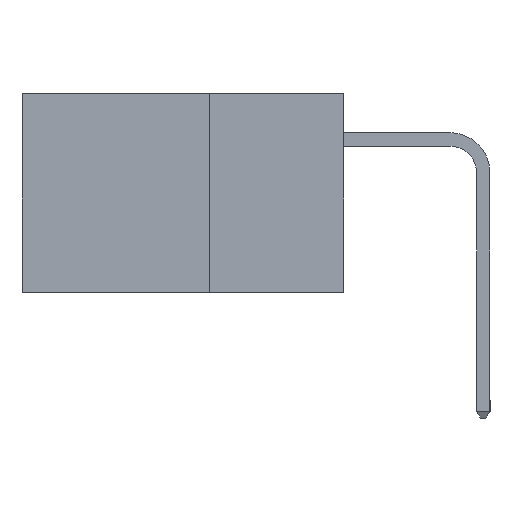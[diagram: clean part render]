
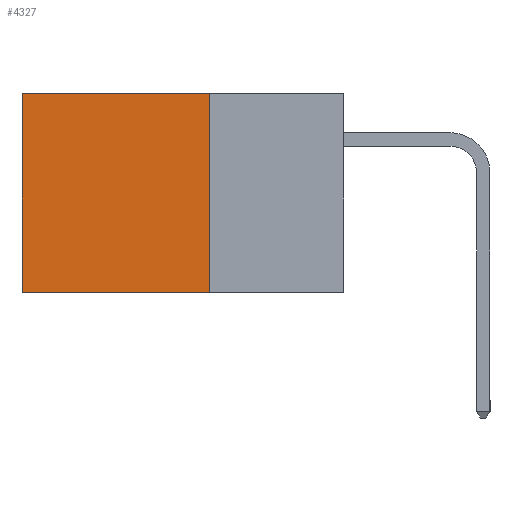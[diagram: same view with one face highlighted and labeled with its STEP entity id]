
A CAD part, left-side view. The second image highlights one B-rep face of the part: STEP entity #4327.
In plain terms, the highlighted planar face has unit normal (-1, 0, 0).
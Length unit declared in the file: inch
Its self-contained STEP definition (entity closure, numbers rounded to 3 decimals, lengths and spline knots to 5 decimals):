
#140 = VERTEX_POINT ( 'NONE', #18258 ) ;
#559 = DIRECTION ( 'NONE',  ( 0., 0., -1. ) ) ;
#828 = CARTESIAN_POINT ( 'NONE',  ( 0.2615, 0.25, -0.37 ) ) ;
#1290 = LINE ( 'NONE', #7795, #11121 ) ;
#1842 = ORIENTED_EDGE ( 'NONE', *, *, #11594, .F. ) ;
#2520 = FACE_OUTER_BOUND ( 'NONE', #15820, .T. ) ;
#2925 = VERTEX_POINT ( 'NONE', #13994 ) ;
#3767 = PLANE ( 'NONE',  #16632 ) ;
#4327 = ADVANCED_FACE ( 'NONE', ( #2520 ), #3767, .F. ) ;
#4513 = CARTESIAN_POINT ( 'NONE',  ( 0.2615, 0.6, -0.37 ) ) ;
#5747 = DIRECTION ( 'NONE',  ( 0., 0., -1. ) ) ;
#5795 = ORIENTED_EDGE ( 'NONE', *, *, #16308, .T. ) ;
#6390 = CARTESIAN_POINT ( 'NONE',  ( 0.2615, 0.25, -0.37 ) ) ;
#7334 = LINE ( 'NONE', #4513, #22307 ) ;
#7795 = CARTESIAN_POINT ( 'NONE',  ( 0.2615, 0.25, 0. ) ) ;
#9717 = LINE ( 'NONE', #6390, #14882 ) ;
#9789 = DIRECTION ( 'NONE',  ( 0., 1., 0. ) ) ;
#10772 = EDGE_CURVE ( 'NONE', #14514, #2925, #9717, .T. ) ;
#11121 = VECTOR ( 'NONE', #9789, 39.37008 ) ;
#11579 = CARTESIAN_POINT ( 'NONE',  ( 0.2615, 0.25, -0.37 ) ) ;
#11594 = EDGE_CURVE ( 'NONE', #140, #14514, #11847, .T. ) ;
#11847 = LINE ( 'NONE', #828, #16421 ) ;
#13553 = ORIENTED_EDGE ( 'NONE', *, *, #10772, .F. ) ;
#13691 = EDGE_CURVE ( 'NONE', #140, #18312, #1290, .T. ) ;
#13994 = CARTESIAN_POINT ( 'NONE',  ( 0.2615, 0.6, -0.37 ) ) ;
#14514 = VERTEX_POINT ( 'NONE', #22032 ) ;
#14529 = DIRECTION ( 'NONE',  ( 0., 0., -1. ) ) ;
#14882 = VECTOR ( 'NONE', #20055, 39.37008 ) ;
#15820 = EDGE_LOOP ( 'NONE', ( #5795, #13553, #1842, #20369 ) ) ;
#16308 = EDGE_CURVE ( 'NONE', #18312, #2925, #7334, .T. ) ;
#16421 = VECTOR ( 'NONE', #14529, 39.37008 ) ;
#16632 = AXIS2_PLACEMENT_3D ( 'NONE', #11579, #17483, #5747 ) ;
#17483 = DIRECTION ( 'NONE',  ( 1., 0., 0. ) ) ;
#18258 = CARTESIAN_POINT ( 'NONE',  ( 0.2615, 0.25, 0. ) ) ;
#18312 = VERTEX_POINT ( 'NONE', #22363 ) ;
#20055 = DIRECTION ( 'NONE',  ( 0., 1., 0. ) ) ;
#20369 = ORIENTED_EDGE ( 'NONE', *, *, #13691, .T. ) ;
#22032 = CARTESIAN_POINT ( 'NONE',  ( 0.2615, 0.25, -0.37 ) ) ;
#22307 = VECTOR ( 'NONE', #559, 39.37008 ) ;
#22363 = CARTESIAN_POINT ( 'NONE',  ( 0.2615, 0.6, 0. ) ) ;
